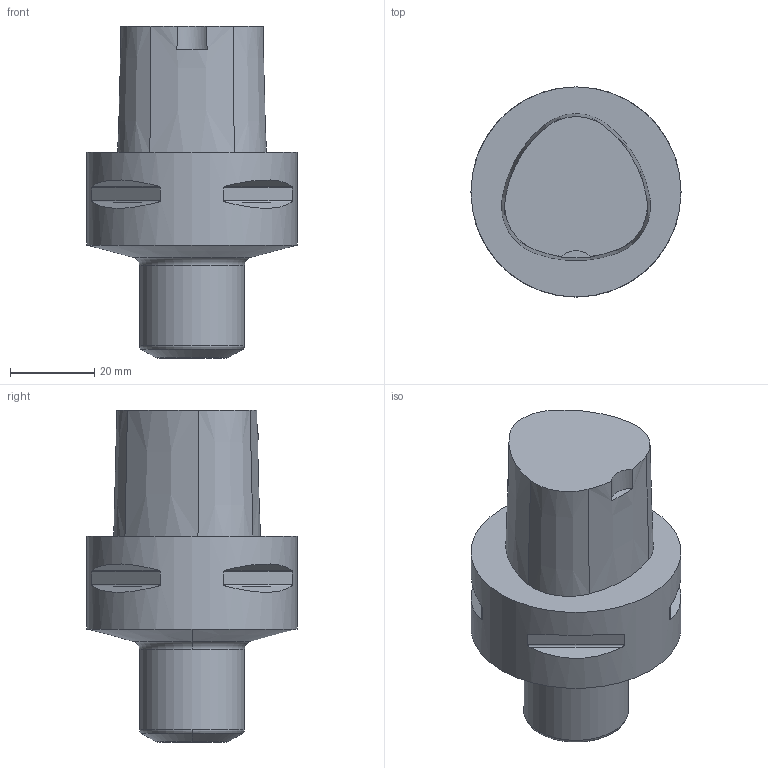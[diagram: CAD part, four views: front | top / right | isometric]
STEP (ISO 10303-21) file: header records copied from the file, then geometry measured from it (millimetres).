
FILE_DESCRIPTION(/* description */ (''),/* implementation_level */ '2;1');
FILE_NAME(/* name */ '1575947959086.stp',/* time_stamp */ '2019-12-10T08:49:31+05:00',/* author */ (''),/* organization */ ('SMS'),/* preprocessor_version */ 'ST-DEVELOPER v16.7',/* originating_system */ 'SIEMENS PLM Software NX 12.0',/* authorisation */ '');
FILE_SCHEMA (('AUTOMOTIVE_DESIGN { 1 0 10303 214 3 1 1 1 }'));
Length unit declared in the file: millimetre
Products named in the file (1): 201733229mod000_01
Bounding box: 50 x 50 x 79 mm (x, y, z)
Volume: 83776.3 mm3; surface area: 13247.8 mm2
Topology: 1 solids, 1 shells, 49 faces, 118 edges, 80 vertices
Faces by surface type: plane 17, cylinder 16, cone 10, torus 6
Full cylindrical faces by diameter (mm): 25 x1, 50 x1
Entity records: 1802 total; most frequent: CARTESIAN_POINT 539, DIRECTION 257, ORIENTED_EDGE 252, EDGE_CURVE 126, AXIS2_PLACEMENT_3D 104, VERTEX_POINT 87, EDGE_LOOP 57, CIRCLE 51
